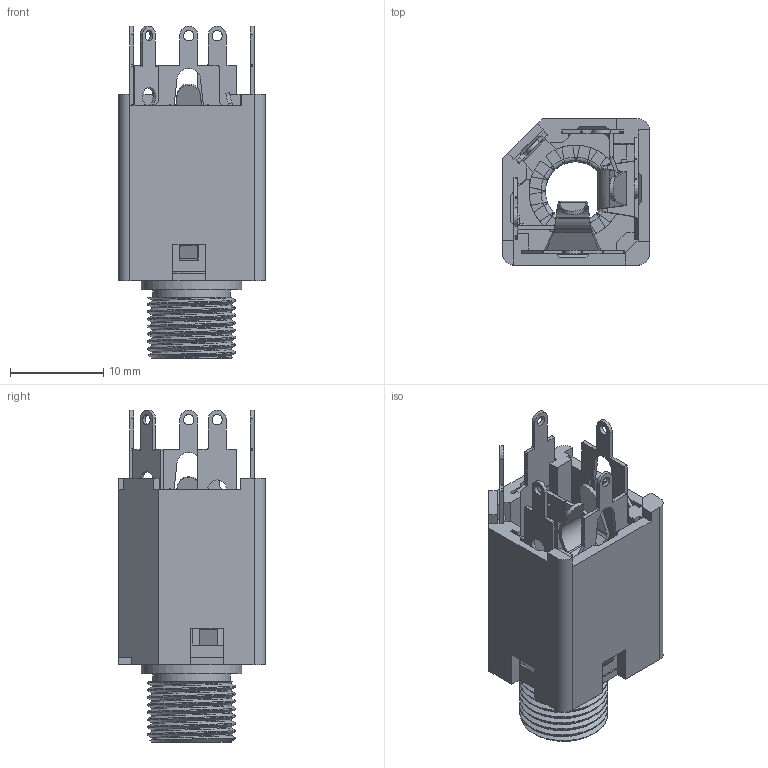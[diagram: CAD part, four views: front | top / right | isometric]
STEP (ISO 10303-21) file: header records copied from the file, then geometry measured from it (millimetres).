
FILE_DESCRIPTION(/* description */ (''),/* implementation_level */ '2;1');
FILE_NAME(/* name */ 'A-1121.step',/* time_stamp */ '2021-06-28T18:00:54+03:00',/* author */ (''),/* organization */ (''),/* preprocessor_version */ 'ST-DEVELOPER v18.1',/* originating_system */ 'Autodesk Translation Framework v10.9.0.1377',/* authorisation */ '');
FILE_SCHEMA (('AUTOMOTIVE_DESIGN { 1 0 10303 214 3 1 1 }'));
Length unit declared in the file: millimetre
Products named in the file (1): A-1121 stereo audio jack
Bounding box: 15.7 x 15.7 x 35.6 mm (x, y, z)
Volume: 2261.7 mm3; surface area: 5786.6 mm2
Topology: 7 solids, 7 shells, 738 faces, 1985 edges, 1259 vertices
Faces by surface type: plane 437, cylinder 240, bspline 54, torus 4, cone 3
Full cylindrical faces by diameter (mm): 1.1 x5, 2 x2, 2.9 x1, 6.45 x1, 7.4 x3, 8.3 x1, 8.58 x2, 9.449 x4, 9.8 x1, 10.8 x1
Entity records: 26618 total; most frequent: CARTESIAN_POINT 7979, ORIENTED_EDGE 3970, DIRECTION 3784, EDGE_CURVE 1985, LINE 1328, VECTOR 1328, VERTEX_POINT 1259, AXIS2_PLACEMENT_3D 1228
